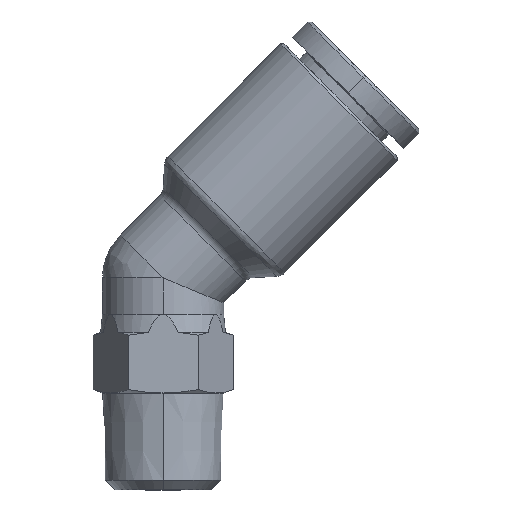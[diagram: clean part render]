
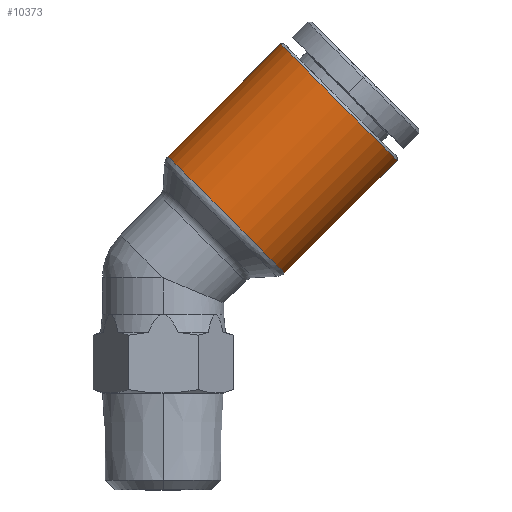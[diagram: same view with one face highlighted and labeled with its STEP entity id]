
A CAD part, front view. The second image highlights one B-rep face of the part: STEP entity #10373.
In plain terms, the highlighted cylindrical face has radius 6.8 mm (diameter 13.6 mm), a partial arc.
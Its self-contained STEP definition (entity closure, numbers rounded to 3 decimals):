
#863 = LINE ( 'NONE', #13791, #14844 ) ;
#1769 = EDGE_CURVE ( 'NONE', #14193, #12933, #863, .T. ) ;
#3143 = ORIENTED_EDGE ( 'NONE', *, *, #1769, .T. ) ;
#3701 = AXIS2_PLACEMENT_3D ( 'NONE', #10619, #13103, #10683 ) ;
#3828 = DIRECTION ( 'NONE',  ( 0.707, 0., -0.707 ) ) ;
#4373 = EDGE_LOOP ( 'NONE', ( #10654, #14682, #3143, #7575 ) ) ;
#4511 = CARTESIAN_POINT ( 'NONE',  ( 0.442, 0., 13.55 ) ) ;
#4669 = VERTEX_POINT ( 'NONE', #4511 ) ;
#4900 = EDGE_CURVE ( 'NONE', #4669, #14193, #10038, .T. ) ;
#5049 = CIRCLE ( 'NONE', #3701, 6.8 ) ;
#5668 = EDGE_CURVE ( 'NONE', #12933, #10569, #5049, .T. ) ;
#5921 = CARTESIAN_POINT ( 'NONE',  ( 10.059, 0., 3.933 ) ) ;
#6061 = CARTESIAN_POINT ( 'NONE',  ( 9.222, 0., 12.713 ) ) ;
#7069 = AXIS2_PLACEMENT_3D ( 'NONE', #6061, #13391, #3828 ) ;
#7575 = ORIENTED_EDGE ( 'NONE', *, *, #5668, .T. ) ;
#8904 = CARTESIAN_POINT ( 'NONE',  ( 19.334, 0., 13.208 ) ) ;
#9169 = EDGE_CURVE ( 'NONE', #4669, #10569, #9302, .T. ) ;
#9302 = LINE ( 'NONE', #11740, #11152 ) ;
#10038 = CIRCLE ( 'NONE', #10183, 6.8 ) ;
#10077 = CARTESIAN_POINT ( 'NONE',  ( 5.251, 0., 8.742 ) ) ;
#10183 = AXIS2_PLACEMENT_3D ( 'NONE', #10077, #10329, #12690 ) ;
#10215 = FACE_OUTER_BOUND ( 'NONE', #4373, .T. ) ;
#10329 = DIRECTION ( 'NONE',  ( 0.707, 0., 0.707 ) ) ;
#10373 = ADVANCED_FACE ( 'NONE', ( #10215 ), #13375, .T. ) ;
#10569 = VERTEX_POINT ( 'NONE', #13636 ) ;
#10619 = CARTESIAN_POINT ( 'NONE',  ( 14.525, 0., 18.016 ) ) ;
#10654 = ORIENTED_EDGE ( 'NONE', *, *, #9169, .F. ) ;
#10683 = DIRECTION ( 'NONE',  ( 0.707, 0., -0.707 ) ) ;
#11152 = VECTOR ( 'NONE', #12838, 1000. ) ;
#11740 = CARTESIAN_POINT ( 'NONE',  ( 4.414, 0., 17.521 ) ) ;
#12640 = DIRECTION ( 'NONE',  ( 0.707, 0., 0.707 ) ) ;
#12690 = DIRECTION ( 'NONE',  ( 0.707, 0., -0.707 ) ) ;
#12838 = DIRECTION ( 'NONE',  ( 0.707, 0., 0.707 ) ) ;
#12933 = VERTEX_POINT ( 'NONE', #8904 ) ;
#13103 = DIRECTION ( 'NONE',  ( -0.707, 0., -0.707 ) ) ;
#13375 = CYLINDRICAL_SURFACE ( 'NONE', #7069, 6.8 ) ;
#13391 = DIRECTION ( 'NONE',  ( 0.707, 0., 0.707 ) ) ;
#13636 = CARTESIAN_POINT ( 'NONE',  ( 9.717, 0., 22.825 ) ) ;
#13791 = CARTESIAN_POINT ( 'NONE',  ( 14.03, 0., 7.905 ) ) ;
#14193 = VERTEX_POINT ( 'NONE', #5921 ) ;
#14682 = ORIENTED_EDGE ( 'NONE', *, *, #4900, .T. ) ;
#14844 = VECTOR ( 'NONE', #12640, 1000. ) ;
